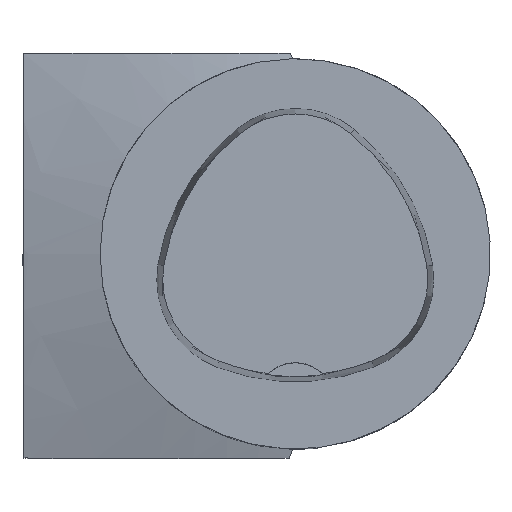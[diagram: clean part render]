
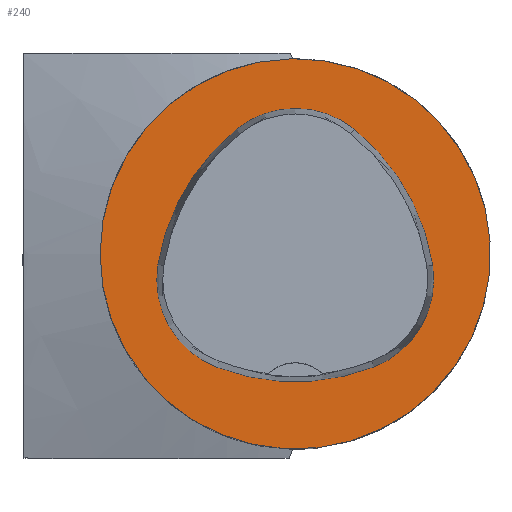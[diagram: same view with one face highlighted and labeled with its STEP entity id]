
A CAD part, top view. The second image highlights one B-rep face of the part: STEP entity #240.
In plain terms, the highlighted planar face has unit normal (0, 0, 1).
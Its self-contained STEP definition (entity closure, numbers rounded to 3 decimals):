
#109=FACE_BOUND('',#481,.T.);
#110=FACE_BOUND('',#482,.T.);
#162=CIRCLE('',#1834,25.);
#164=CIRCLE('',#1841,28.);
#166=CIRCLE('',#1844,12.);
#168=CIRCLE('',#1847,28.);
#170=CIRCLE('',#1850,12.);
#174=CIRCLE('',#1855,28.);
#176=CIRCLE('',#1858,12.);
#240=ADVANCED_FACE('',(#109,#110),#309,.T.);
#309=PLANE('',#1863);
#481=EDGE_LOOP('',(#851,#852,#853,#854,#855,#856));
#482=EDGE_LOOP('',(#857));
#851=ORIENTED_EDGE('',*,*,#1332,.T.);
#852=ORIENTED_EDGE('',*,*,#1312,.T.);
#853=ORIENTED_EDGE('',*,*,#1316,.T.);
#854=ORIENTED_EDGE('',*,*,#1319,.T.);
#855=ORIENTED_EDGE('',*,*,#1322,.T.);
#856=ORIENTED_EDGE('',*,*,#1330,.T.);
#857=ORIENTED_EDGE('',*,*,#1302,.F.);
#1100=VERTEX_POINT('',#2922);
#1109=VERTEX_POINT('',#2942);
#1110=VERTEX_POINT('',#2943);
#1113=VERTEX_POINT('',#2951);
#1115=VERTEX_POINT('',#2957);
#1117=VERTEX_POINT('',#2963);
#1124=VERTEX_POINT('',#2984);
#1302=EDGE_CURVE('',#1100,#1100,#162,.T.);
#1312=EDGE_CURVE('',#1109,#1110,#164,.T.);
#1316=EDGE_CURVE('',#1110,#1113,#166,.T.);
#1319=EDGE_CURVE('',#1113,#1115,#168,.T.);
#1322=EDGE_CURVE('',#1115,#1117,#170,.T.);
#1330=EDGE_CURVE('',#1117,#1124,#174,.T.);
#1332=EDGE_CURVE('',#1124,#1109,#176,.T.);
#1834=AXIS2_PLACEMENT_3D('',#2921,#2176,#2177);
#1841=AXIS2_PLACEMENT_3D('',#2941,#2194,#2195);
#1844=AXIS2_PLACEMENT_3D('',#2950,#2202,#2203);
#1847=AXIS2_PLACEMENT_3D('',#2956,#2209,#2210);
#1850=AXIS2_PLACEMENT_3D('',#2962,#2216,#2217);
#1855=AXIS2_PLACEMENT_3D('',#2985,#2228,#2229);
#1858=AXIS2_PLACEMENT_3D('',#2988,#2234,#2235);
#1863=AXIS2_PLACEMENT_3D('',#2993,#2244,#2245);
#2176=DIRECTION('',(0.,0.,-1.));
#2177=DIRECTION('',(-1.,0.,0.));
#2194=DIRECTION('',(0.,0.,-1.));
#2195=DIRECTION('',(-1.,0.,0.));
#2202=DIRECTION('',(0.,0.,-1.));
#2203=DIRECTION('',(-1.,0.,0.));
#2209=DIRECTION('',(0.,0.,-1.));
#2210=DIRECTION('',(-1.,0.,0.));
#2216=DIRECTION('',(0.,0.,-1.));
#2217=DIRECTION('',(-1.,0.,0.));
#2228=DIRECTION('',(0.,0.,-1.));
#2229=DIRECTION('',(-1.,0.,0.));
#2234=DIRECTION('',(0.,0.,-1.));
#2235=DIRECTION('',(-1.,0.,0.));
#2244=DIRECTION('',(0.,0.,1.));
#2245=DIRECTION('',(1.,0.,0.));
#2921=CARTESIAN_POINT('',(0.,0.,0.));
#2922=CARTESIAN_POINT('',(-25.,0.,0.));
#2941=CARTESIAN_POINT('',(10.068,-5.824,0.));
#2942=CARTESIAN_POINT('',(-17.584,-1.424,0.));
#2943=CARTESIAN_POINT('',(-7.531,15.953,0.));
#2950=CARTESIAN_POINT('',(0.011,6.62,0.));
#2951=CARTESIAN_POINT('',(7.567,15.942,0.));
#2956=CARTESIAN_POINT('',(-10.063,-5.81,0.));
#2957=CARTESIAN_POINT('',(17.59,-1.418,0.));
#2962=CARTESIAN_POINT('',(5.739,-3.3,0.));
#2963=CARTESIAN_POINT('',(10.05,-14.499,0.));
#2984=CARTESIAN_POINT('',(-10.025,-14.516,0.));
#2985=CARTESIAN_POINT('',(-0.01,11.631,0.));
#2988=CARTESIAN_POINT('',(-5.733,-3.31,0.));
#2993=CARTESIAN_POINT('',(0.,0.,0.));
